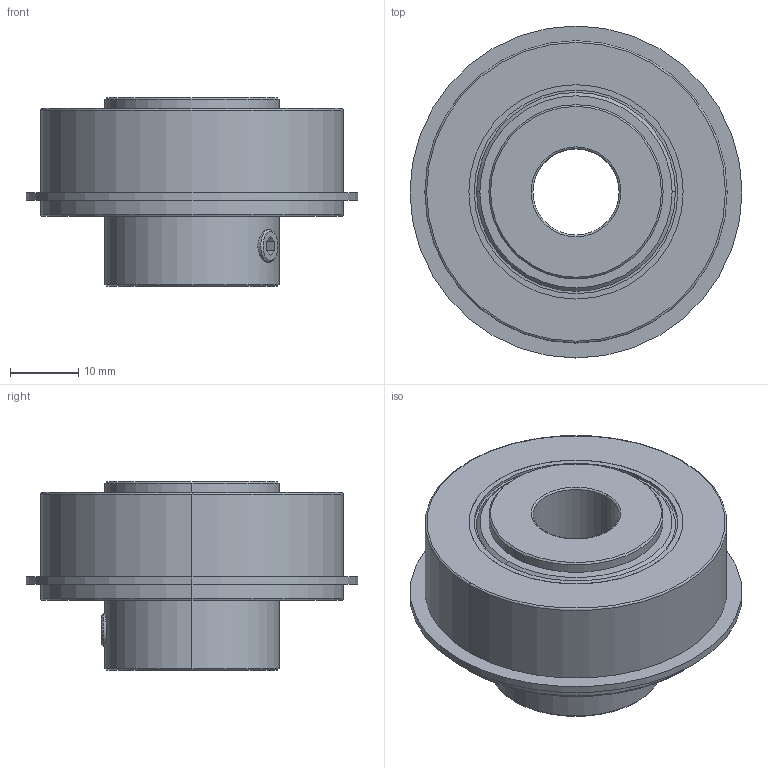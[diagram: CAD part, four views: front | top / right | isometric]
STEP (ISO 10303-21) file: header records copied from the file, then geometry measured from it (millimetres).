
FILE_DESCRIPTION (( 'STEP AP203' ), '1' );
FILE_NAME ('4768K11.step', '2017-07-05T15:41:59', ( '' ), ( '' ), 'SwSTEP 2.0', 'SolidWorks 2014', '' );
FILE_SCHEMA (( 'CONFIG_CONTROL_DESIGN' ));
Length unit declared in the file: inch
Products named in the file (1): 4768K11
Bounding box: 48.82 x 48.82 x 27.74 mm (x, y, z)
Volume: 21275.6 mm3; surface area: 13074.4 mm2
Topology: 7 solids, 7 shells, 112 faces, 232 edges, 146 vertices
Faces by surface type: cylinder 44, plane 38, cone 16, torus 14
Entity records: 3323 total; most frequent: CARTESIAN_POINT 739, DIRECTION 578, ORIENTED_EDGE 464, AXIS2_PLACEMENT_3D 241, EDGE_CURVE 232, VERTEX_POINT 146, EDGE_LOOP 138, CIRCLE 128
